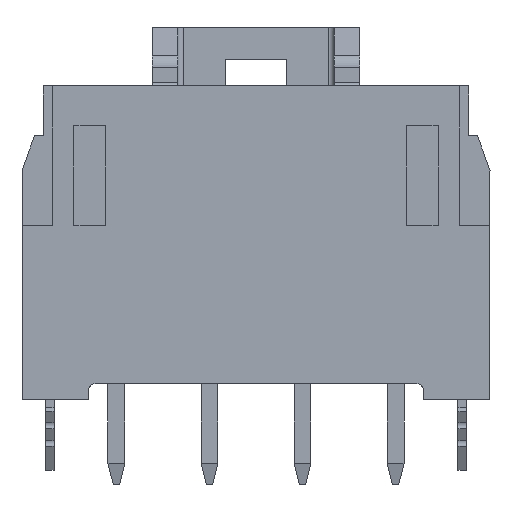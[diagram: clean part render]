
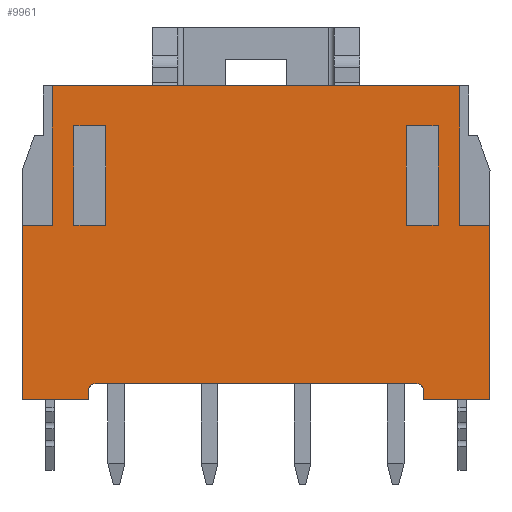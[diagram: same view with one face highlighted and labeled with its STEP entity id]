
A CAD part, front view. The second image highlights one B-rep face of the part: STEP entity #9961.
In plain terms, the highlighted planar face has unit normal (0, -1, 0).
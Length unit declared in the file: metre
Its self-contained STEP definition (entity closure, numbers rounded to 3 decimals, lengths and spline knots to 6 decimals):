
#625=PLANE('',#11950);
#665=CIRCLE('',#11305,0.00025);
#860=CIRCLE('',#11951,0.00025);
#3555=ORIENTED_EDGE('',*,*,#3780,.F.);
#3556=ORIENTED_EDGE('',*,*,#5018,.F.);
#3557=ORIENTED_EDGE('',*,*,#5022,.F.);
#3558=ORIENTED_EDGE('',*,*,#3782,.F.);
#3559=ORIENTED_EDGE('',*,*,#4917,.F.);
#3560=ORIENTED_EDGE('',*,*,#4920,.F.);
#3561=ORIENTED_EDGE('',*,*,#4922,.F.);
#3562=ORIENTED_EDGE('',*,*,#4914,.F.);
#3563=ORIENTED_EDGE('',*,*,#4945,.F.);
#3564=ORIENTED_EDGE('',*,*,#4079,.F.);
#3565=ORIENTED_EDGE('',*,*,#4116,.T.);
#3566=ORIENTED_EDGE('',*,*,#5031,.T.);
#3567=ORIENTED_EDGE('',*,*,#4997,.T.);
#3568=ORIENTED_EDGE('',*,*,#3917,.T.);
#3569=ORIENTED_EDGE('',*,*,#3919,.F.);
#3570=ORIENTED_EDGE('',*,*,#4081,.F.);
#3571=ORIENTED_EDGE('',*,*,#3811,.F.);
#3572=ORIENTED_EDGE('',*,*,#4213,.F.);
#3573=ORIENTED_EDGE('',*,*,#4786,.F.);
#3574=ORIENTED_EDGE('',*,*,#4835,.F.);
#3575=ORIENTED_EDGE('',*,*,#3708,.T.);
#3576=ORIENTED_EDGE('',*,*,#5030,.F.);
#3708=EDGE_CURVE('',#5097,#5100,#5992,.T.);
#3780=EDGE_CURVE('',#5166,#5165,#6059,.T.);
#3782=EDGE_CURVE('',#5165,#5167,#6061,.T.);
#3811=EDGE_CURVE('',#5192,#5193,#6086,.T.);
#3917=EDGE_CURVE('',#5285,#5284,#665,.T.);
#3919=EDGE_CURVE('',#5286,#5284,#6182,.T.);
#4079=EDGE_CURVE('',#5426,#5427,#6311,.T.);
#4081=EDGE_CURVE('',#5193,#5286,#6313,.T.);
#4116=EDGE_CURVE('',#5426,#5451,#6345,.T.);
#4213=EDGE_CURVE('',#5521,#5192,#6436,.T.);
#4786=EDGE_CURVE('',#5855,#5521,#6890,.T.);
#4835=EDGE_CURVE('',#5097,#5855,#6930,.T.);
#4914=EDGE_CURVE('',#5905,#5902,#7001,.T.);
#4917=EDGE_CURVE('',#5907,#5905,#7004,.T.);
#4920=EDGE_CURVE('',#5909,#5907,#7007,.T.);
#4922=EDGE_CURVE('',#5902,#5909,#7009,.T.);
#4945=EDGE_CURVE('',#5427,#5918,#7027,.T.);
#4997=EDGE_CURVE('',#5933,#5285,#7064,.T.);
#5018=EDGE_CURVE('',#5937,#5166,#7081,.T.);
#5022=EDGE_CURVE('',#5167,#5937,#7084,.T.);
#5030=EDGE_CURVE('',#5918,#5100,#7092,.T.);
#5031=EDGE_CURVE('',#5451,#5933,#860,.T.);
#5097=VERTEX_POINT('',#14767);
#5100=VERTEX_POINT('',#14772);
#5165=VERTEX_POINT('',#14925);
#5166=VERTEX_POINT('',#14927);
#5167=VERTEX_POINT('',#14931);
#5192=VERTEX_POINT('',#14991);
#5193=VERTEX_POINT('',#14993);
#5284=VERTEX_POINT('',#15214);
#5285=VERTEX_POINT('',#15216);
#5286=VERTEX_POINT('',#15220);
#5426=VERTEX_POINT('',#15550);
#5427=VERTEX_POINT('',#15552);
#5451=VERTEX_POINT('',#15624);
#5521=VERTEX_POINT('',#15821);
#5855=VERTEX_POINT('',#16923);
#5902=VERTEX_POINT('',#17164);
#5905=VERTEX_POINT('',#17169);
#5907=VERTEX_POINT('',#17175);
#5909=VERTEX_POINT('',#17181);
#5918=VERTEX_POINT('',#17233);
#5933=VERTEX_POINT('',#17329);
#5937=VERTEX_POINT('',#17379);
#5992=LINE('',#14773,#7146);
#6059=LINE('',#14928,#7213);
#6061=LINE('',#14932,#7215);
#6086=LINE('',#14992,#7240);
#6182=LINE('',#15219,#7336);
#6311=LINE('',#15551,#7465);
#6313=LINE('',#15555,#7467);
#6345=LINE('',#15625,#7499);
#6436=LINE('',#15822,#7590);
#6890=LINE('',#16924,#8044);
#6930=LINE('',#17018,#8084);
#7001=LINE('',#17170,#8155);
#7004=LINE('',#17176,#8158);
#7007=LINE('',#17182,#8161);
#7009=LINE('',#17185,#8163);
#7027=LINE('',#17232,#8181);
#7064=LINE('',#17328,#8218);
#7081=LINE('',#17380,#8235);
#7084=LINE('',#17391,#8238);
#7092=LINE('',#17427,#8246);
#7146=VECTOR('',#12066,1.);
#7213=VECTOR('',#12177,1.);
#7215=VECTOR('',#12181,1.);
#7240=VECTOR('',#12226,1.);
#7336=VECTOR('',#12398,1.);
#7465=VECTOR('',#12651,1.);
#7467=VECTOR('',#12655,1.);
#7499=VECTOR('',#12715,1.);
#7590=VECTOR('',#12878,1.);
#8044=VECTOR('',#13960,1.);
#8084=VECTOR('',#14054,1.);
#8155=VECTOR('',#14241,1.);
#8158=VECTOR('',#14246,1.);
#8161=VECTOR('',#14251,1.);
#8163=VECTOR('',#14255,1.);
#8181=VECTOR('',#14315,1.);
#8218=VECTOR('',#14440,1.);
#8235=VECTOR('',#14517,1.);
#8238=VECTOR('',#14534,1.);
#8246=VECTOR('',#14594,1.);
#8778=EDGE_LOOP('',(#3555,#3556,#3557,#3558));
#8779=EDGE_LOOP('',(#3559,#3560,#3561,#3562));
#8780=EDGE_LOOP('',(#3563,#3564,#3565,#3566,#3567,#3568,#3569,#3570,#3571,
#3572,#3573,#3574,#3575,#3576));
#9324=FACE_BOUND('',#8778,.T.);
#9325=FACE_BOUND('',#8779,.T.);
#9326=FACE_BOUND('',#8780,.T.);
#9961=ADVANCED_FACE('',(#9324,#9325,#9326),#625,.F.);
#11305=AXIS2_PLACEMENT_3D('',#15215,#12393,#12394);
#11950=AXIS2_PLACEMENT_3D('',#17428,#14595,#14596);
#11951=AXIS2_PLACEMENT_3D('',#17429,#14597,#14598);
#12066=DIRECTION('',(0.,0.,-1.));
#12177=DIRECTION('',(0.,0.,1.));
#12181=DIRECTION('',(-1.,0.,0.));
#12226=DIRECTION('',(0.,0.,-1.));
#12393=DIRECTION('',(0.,1.,0.));
#12394=DIRECTION('',(0.,0.,1.));
#12398=DIRECTION('',(0.,0.,1.));
#12651=DIRECTION('',(-1.,0.,0.));
#12655=DIRECTION('',(-1.,0.,0.));
#12715=DIRECTION('',(0.,0.,1.));
#12878=DIRECTION('',(1.,0.,0.));
#13960=DIRECTION('',(0.,0.,-1.));
#14054=DIRECTION('',(1.,0.,0.));
#14241=DIRECTION('',(0.,0.,-1.));
#14246=DIRECTION('',(-1.,0.,0.));
#14251=DIRECTION('',(0.,0.,1.));
#14255=DIRECTION('',(1.,0.,0.));
#14315=DIRECTION('',(0.,0.,1.));
#14440=DIRECTION('',(1.,0.,0.));
#14517=DIRECTION('',(1.,0.,0.));
#14534=DIRECTION('',(0.,0.,-1.));
#14594=DIRECTION('',(1.,0.,0.));
#14595=DIRECTION('',(0.,1.,0.));
#14596=DIRECTION('',(1.,0.,0.));
#14597=DIRECTION('',(0.,1.,0.));
#14598=DIRECTION('',(-1.,0.,0.));
#14767=CARTESIAN_POINT('',(-0.00766,-0.005,0.0059));
#14772=CARTESIAN_POINT('',(-0.00766,-0.005,0.00065));
#14773=CARTESIAN_POINT('',(-0.00766,-0.005,0.));
#14925=CARTESIAN_POINT('',(0.00685,-0.005,0.0044));
#14927=CARTESIAN_POINT('',(0.00685,-0.005,0.00065));
#14928=CARTESIAN_POINT('',(0.00685,-0.005,0.00065));
#14931=CARTESIAN_POINT('',(0.00565,-0.005,0.0044));
#14932=CARTESIAN_POINT('',(-0.00565,-0.005,0.0044));
#14991=CARTESIAN_POINT('',(0.0088,-0.005,0.00065));
#14992=CARTESIAN_POINT('',(0.0088,-0.005,0.00065));
#14993=CARTESIAN_POINT('',(0.0088,-0.005,-0.0059));
#15214=CARTESIAN_POINT('',(0.0063,-0.005,-0.00555));
#15215=CARTESIAN_POINT('',(0.00605,-0.005,-0.00555));
#15216=CARTESIAN_POINT('',(0.00605,-0.005,-0.0053));
#15219=CARTESIAN_POINT('',(0.0063,-0.005,-0.0059));
#15220=CARTESIAN_POINT('',(0.0063,-0.005,-0.0059));
#15550=CARTESIAN_POINT('',(-0.0063,-0.005,-0.0059));
#15551=CARTESIAN_POINT('',(-0.0063,-0.005,-0.0059));
#15552=CARTESIAN_POINT('',(-0.0088,-0.005,-0.0059));
#15555=CARTESIAN_POINT('',(0.0088,-0.005,-0.0059));
#15624=CARTESIAN_POINT('',(-0.0063,-0.005,-0.00555));
#15625=CARTESIAN_POINT('',(-0.0063,-0.005,-0.0059));
#15821=CARTESIAN_POINT('',(0.00766,-0.005,0.00065));
#15822=CARTESIAN_POINT('',(0.00565,-0.005,0.00065));
#16923=CARTESIAN_POINT('',(0.00766,-0.005,0.0059));
#16924=CARTESIAN_POINT('',(0.00766,-0.005,0.0059));
#17018=CARTESIAN_POINT('',(-0.00766,-0.005,0.0059));
#17164=CARTESIAN_POINT('',(-0.00685,-0.005,0.00065));
#17169=CARTESIAN_POINT('',(-0.00685,-0.005,0.0044));
#17170=CARTESIAN_POINT('',(-0.00685,-0.005,0.0044));
#17175=CARTESIAN_POINT('',(-0.00565,-0.005,0.0044));
#17176=CARTESIAN_POINT('',(-0.00565,-0.005,0.0044));
#17181=CARTESIAN_POINT('',(-0.00565,-0.005,0.00065));
#17182=CARTESIAN_POINT('',(-0.00565,-0.005,0.00065));
#17185=CARTESIAN_POINT('',(0.00565,-0.005,0.00065));
#17232=CARTESIAN_POINT('',(-0.0088,-0.005,-0.0059));
#17233=CARTESIAN_POINT('',(-0.0088,-0.005,0.00065));
#17328=CARTESIAN_POINT('',(-0.00605,-0.005,-0.0053));
#17329=CARTESIAN_POINT('',(-0.00605,-0.005,-0.0053));
#17379=CARTESIAN_POINT('',(0.00565,-0.005,0.00065));
#17380=CARTESIAN_POINT('',(0.00565,-0.005,0.00065));
#17391=CARTESIAN_POINT('',(0.00565,-0.005,0.0044));
#17427=CARTESIAN_POINT('',(0.00565,-0.005,0.00065));
#17428=CARTESIAN_POINT('',(0.,-0.005,0.));
#17429=CARTESIAN_POINT('',(-0.00605,-0.005,-0.00555));
